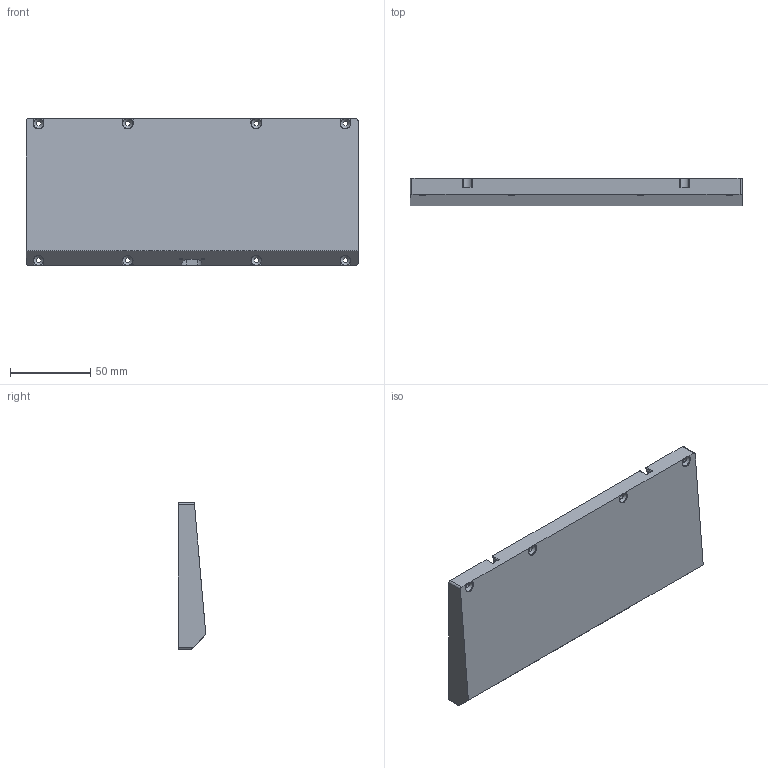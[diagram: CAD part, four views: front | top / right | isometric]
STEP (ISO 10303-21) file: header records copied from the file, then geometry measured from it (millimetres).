
FILE_DESCRIPTION(/* description */ (''),/* implementation_level */ '2;1');
FILE_NAME(/* name */ 'Case Bottom.step',/* time_stamp */ '2021-08-06T15:21:51+02:00',/* author */ (''),/* organization */ (''),/* preprocessor_version */ 'ST-DEVELOPER v18.1',/* originating_system */ 'Autodesk Translation Framework v10.9.0.1377',/* authorisation */ '');
FILE_SCHEMA (('AUTOMOTIVE_DESIGN { 1 0 10303 214 3 1 1 }'));
Length unit declared in the file: millimetre
Products named in the file (1): Case Bottom
Bounding box: 206.71 x 17.24 x 91.18 mm (x, y, z)
Volume: 95606.7 mm3; surface area: 52545 mm2
Topology: 1 solids, 1 shells, 231 faces, 636 edges, 393 vertices
Faces by surface type: plane 127, cylinder 60, bspline 26, cone 18
Full cylindrical faces by diameter (mm): 3.1 x8
Entity records: 8130 total; most frequent: CARTESIAN_POINT 2373, ORIENTED_EDGE 1264, DIRECTION 1101, EDGE_CURVE 632, LINE 415, VECTOR 415, VERTEX_POINT 393, AXIS2_PLACEMENT_3D 343
